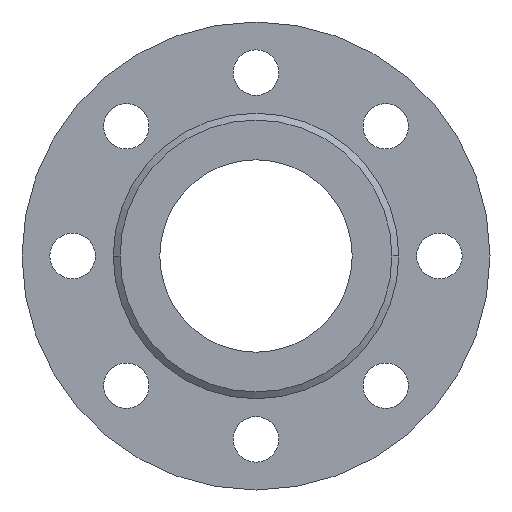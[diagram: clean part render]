
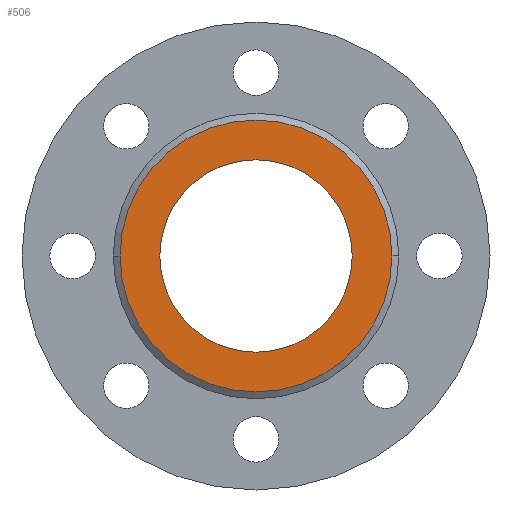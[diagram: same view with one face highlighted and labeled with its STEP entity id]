
A CAD part, front view. The second image highlights one B-rep face of the part: STEP entity #506.
In plain terms, the highlighted planar face has unit normal (0, -1, 0).
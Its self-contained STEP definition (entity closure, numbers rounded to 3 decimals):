
#13 = DIRECTION ( 'NONE',  ( -1., 0., 0. ) ) ;
#20 = FACE_OUTER_BOUND ( 'NONE', #549, .T. ) ;
#107 = CIRCLE ( 'NONE', #952, 53.752 ) ;
#167 = CARTESIAN_POINT ( 'NONE',  ( 0., 0., 0. ) ) ;
#218 = CARTESIAN_POINT ( 'NONE',  ( -38.05, 0., 0. ) ) ;
#229 = CARTESIAN_POINT ( 'NONE',  ( -38.05, 0., 0. ) ) ;
#253 = DIRECTION ( 'NONE',  ( 0., -1., 0. ) ) ;
#266 = VERTEX_POINT ( 'NONE', #636 ) ;
#337 = ORIENTED_EDGE ( 'NONE', *, *, #415, .T. ) ;
#345 = CIRCLE ( 'NONE', #1169, 53.752 ) ;
#415 = EDGE_CURVE ( 'NONE', #788, #971, #734, .T. ) ;
#450 = DIRECTION ( 'NONE',  ( 1., 0., 0. ) ) ;
#478 = DIRECTION ( 'NONE',  ( -1., 0., 0. ) ) ;
#506 = ADVANCED_FACE ( 'NONE', ( #1045, #20 ), #1378, .T. ) ;
#549 = EDGE_LOOP ( 'NONE', ( #1298, #771 ) ) ;
#591 = EDGE_CURVE ( 'NONE', #691, #266, #345, .T. ) ;
#636 = CARTESIAN_POINT ( 'NONE',  ( -53.752, 0., 0. ) ) ;
#641 = DIRECTION ( 'NONE',  ( -1., 0., 0. ) ) ;
#691 = VERTEX_POINT ( 'NONE', #1010 ) ;
#710 = AXIS2_PLACEMENT_3D ( 'NONE', #218, #253, #450 ) ;
#734 = CIRCLE ( 'NONE', #917, 38.05 ) ;
#771 = ORIENTED_EDGE ( 'NONE', *, *, #591, .F. ) ;
#788 = VERTEX_POINT ( 'NONE', #1167 ) ;
#791 = CIRCLE ( 'NONE', #1222, 38.05 ) ;
#836 = CARTESIAN_POINT ( 'NONE',  ( 0., 0., 0. ) ) ;
#917 = AXIS2_PLACEMENT_3D ( 'NONE', #1026, #1351, #13 ) ;
#945 = EDGE_CURVE ( 'NONE', #971, #788, #791, .T. ) ;
#952 = AXIS2_PLACEMENT_3D ( 'NONE', #167, #970, #641 ) ;
#954 = DIRECTION ( 'NONE',  ( 0., 1., 0. ) ) ;
#970 = DIRECTION ( 'NONE',  ( 0., 1., 0. ) ) ;
#971 = VERTEX_POINT ( 'NONE', #229 ) ;
#1010 = CARTESIAN_POINT ( 'NONE',  ( 53.752, 0., 0. ) ) ;
#1026 = CARTESIAN_POINT ( 'NONE',  ( 0., 0., 0. ) ) ;
#1045 = FACE_BOUND ( 'NONE', #1450, .T. ) ;
#1167 = CARTESIAN_POINT ( 'NONE',  ( 38.05, 0., 0. ) ) ;
#1169 = AXIS2_PLACEMENT_3D ( 'NONE', #836, #1209, #1269 ) ;
#1188 = ORIENTED_EDGE ( 'NONE', *, *, #945, .T. ) ;
#1209 = DIRECTION ( 'NONE',  ( 0., 1., 0. ) ) ;
#1222 = AXIS2_PLACEMENT_3D ( 'NONE', #1250, #954, #478 ) ;
#1229 = EDGE_CURVE ( 'NONE', #266, #691, #107, .T. ) ;
#1250 = CARTESIAN_POINT ( 'NONE',  ( 0., 0., 0. ) ) ;
#1269 = DIRECTION ( 'NONE',  ( -1., 0., 0. ) ) ;
#1298 = ORIENTED_EDGE ( 'NONE', *, *, #1229, .F. ) ;
#1351 = DIRECTION ( 'NONE',  ( 0., 1., 0. ) ) ;
#1378 = PLANE ( 'NONE',  #710 ) ;
#1450 = EDGE_LOOP ( 'NONE', ( #1188, #337 ) ) ;
